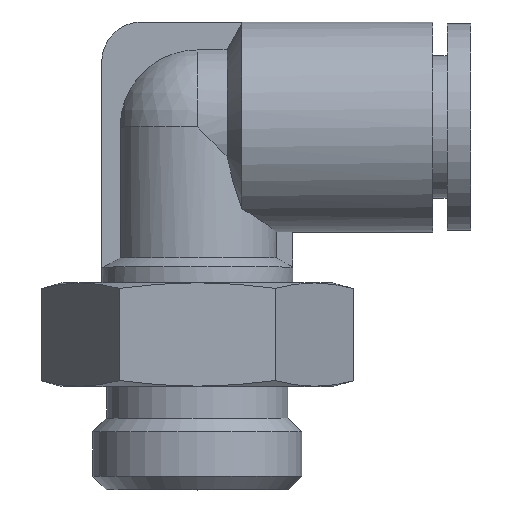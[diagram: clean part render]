
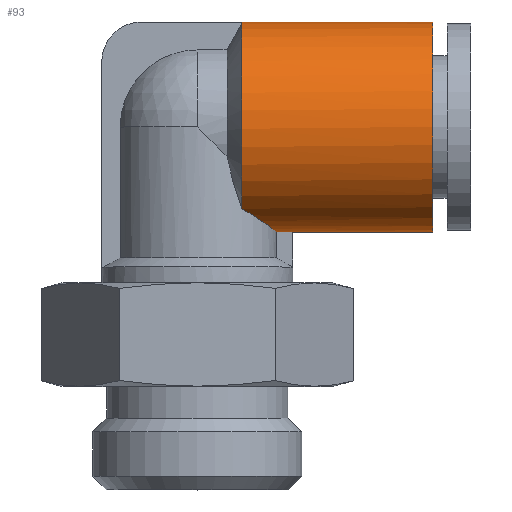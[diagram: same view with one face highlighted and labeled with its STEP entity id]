
A CAD part, top view. The second image highlights one B-rep face of the part: STEP entity #93.
In plain terms, the highlighted cylindrical face has radius 6.6 mm (diameter 13.2 mm), a full revolution.
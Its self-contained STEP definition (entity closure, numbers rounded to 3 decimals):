
#93 = ADVANCED_FACE( '', ( #236, #237 ), #238, .T. );
#236 = FACE_OUTER_BOUND( '', #435, .T. );
#237 = FACE_OUTER_BOUND( '', #436, .T. );
#238 = CYLINDRICAL_SURFACE( '', #437, 6.6 );
#435 = EDGE_LOOP( '', ( #645 ) );
#436 = EDGE_LOOP( '', ( #646, #647, #648, #649, #650, #651, #652, #653, #654 ) );
#437 = AXIS2_PLACEMENT_3D( '', #655, #656, #657 );
#645 = ORIENTED_EDGE( '', *, *, #1102, .F. );
#646 = ORIENTED_EDGE( '', *, *, #1103, .T. );
#647 = ORIENTED_EDGE( '', *, *, #1104, .T. );
#648 = ORIENTED_EDGE( '', *, *, #1105, .T. );
#649 = ORIENTED_EDGE( '', *, *, #1106, .T. );
#650 = ORIENTED_EDGE( '', *, *, #1107, .T. );
#651 = ORIENTED_EDGE( '', *, *, #1108, .T. );
#652 = ORIENTED_EDGE( '', *, *, #1109, .T. );
#653 = ORIENTED_EDGE( '', *, *, #1110, .F. );
#654 = ORIENTED_EDGE( '', *, *, #1111, .T. );
#655 = CARTESIAN_POINT( '', ( 17.2, 16.3, 0. ) );
#656 = DIRECTION( '', ( -1., 0., 0. ) );
#657 = DIRECTION( '', ( 0., 0., -1. ) );
#1102 = EDGE_CURVE( '', #1292, #1292, #1293, .T. );
#1103 = EDGE_CURVE( '', #1294, #1295, #1296, .F. );
#1104 = EDGE_CURVE( '', #1295, #1297, #1298, .T. );
#1105 = EDGE_CURVE( '', #1297, #1299, #1300, .T. );
#1106 = EDGE_CURVE( '', #1299, #1301, #1302, .T. );
#1107 = EDGE_CURVE( '', #1301, #1303, #1304, .T. );
#1108 = EDGE_CURVE( '', #1303, #1305, #1306, .T. );
#1109 = EDGE_CURVE( '', #1305, #1307, #1308, .T. );
#1110 = EDGE_CURVE( '', #1309, #1307, #1310, .F. );
#1111 = EDGE_CURVE( '', #1309, #1294, #1311, .F. );
#1292 = VERTEX_POINT( '', #1553 );
#1293 = CIRCLE( '', #1554, 6.6 );
#1294 = VERTEX_POINT( '', #1555 );
#1295 = VERTEX_POINT( '', #1556 );
#1296 = LINE( '', #1557, #1558 );
#1297 = VERTEX_POINT( '', #1559 );
#1298 = B_SPLINE_CURVE_WITH_KNOTS( '', 3, ( #1560, #1561, #1562, #1563, #1564, #1565, #1566, #1567, #1568, #1569, #1570, #1571, #1572, #1573 ), .UNSPECIFIED., .F., .F., ( 4, 2, 2, 2, 2, 2, 4 ), ( 0.025, 0.026, 0.026, 0.027, 0.027, 0.029, 0.03 ), .UNSPECIFIED. );
#1299 = VERTEX_POINT( '', #1574 );
#1300 = CIRCLE( '', #1575, 6.6 );
#1301 = VERTEX_POINT( '', #1576 );
#1302 = CIRCLE( '', #1577, 6.6 );
#1303 = VERTEX_POINT( '', #1578 );
#1304 = CIRCLE( '', #1579, 6.6 );
#1305 = VERTEX_POINT( '', #1580 );
#1306 = CIRCLE( '', #1581, 6.6 );
#1307 = VERTEX_POINT( '', #1582 );
#1308 = B_SPLINE_CURVE_WITH_KNOTS( '', 3, ( #1583, #1584, #1585, #1586, #1587, #1588, #1589, #1590, #1591, #1592, #1593, #1594 ), .UNSPECIFIED., .F., .F., ( 4, 2, 2, 2, 2, 4 ), ( 0.019, 0.021, 0.022, 0.022, 0.023, 0.024 ), .UNSPECIFIED. );
#1309 = VERTEX_POINT( '', #1595 );
#1310 = LINE( '', #1596, #1597 );
#1311 = CIRCLE( '', #1598, 6.6 );
#1553 = CARTESIAN_POINT( '', ( 14.8, 16.3, -6.6 ) );
#1554 = AXIS2_PLACEMENT_3D( '', #1970, #1971, #1972 );
#1555 = CARTESIAN_POINT( '', ( 6., 9.719, -0.5 ) );
#1556 = CARTESIAN_POINT( '', ( 4.975, 9.719, -0.5 ) );
#1557 = CARTESIAN_POINT( '', ( 17.2, 9.719, -0.5 ) );
#1558 = VECTOR( '', #1973, 1000. );
#1559 = CARTESIAN_POINT( '', ( 2.8, 11.162, -4.142 ) );
#1560 = CARTESIAN_POINT( '', ( 4.975, 9.719, -0.5 ) );
#1561 = CARTESIAN_POINT( '', ( 4.956, 9.733, -0.691 ) );
#1562 = CARTESIAN_POINT( '', ( 4.926, 9.756, -0.88 ) );
#1563 = CARTESIAN_POINT( '', ( 4.844, 9.817, -1.253 ) );
#1564 = CARTESIAN_POINT( '', ( 4.792, 9.856, -1.438 ) );
#1565 = CARTESIAN_POINT( '', ( 4.671, 9.946, -1.794 ) );
#1566 = CARTESIAN_POINT( '', ( 4.601, 9.997, -1.966 ) );
#1567 = CARTESIAN_POINT( '', ( 4.443, 10.111, -2.3 ) );
#1568 = CARTESIAN_POINT( '', ( 4.355, 10.174, -2.462 ) );
#1569 = CARTESIAN_POINT( '', ( 4.069, 10.375, -2.928 ) );
#1570 = CARTESIAN_POINT( '', ( 3.851, 10.525, -3.208 ) );
#1571 = CARTESIAN_POINT( '', ( 3.361, 10.839, -3.719 ) );
#1572 = CARTESIAN_POINT( '', ( 3.09, 11.004, -3.946 ) );
#1573 = CARTESIAN_POINT( '', ( 2.8, 11.162, -4.142 ) );
#1574 = CARTESIAN_POINT( '', ( 2.8, 22.781, -1.25 ) );
#1575 = AXIS2_PLACEMENT_3D( '', #1974, #1975, #1976 );
#1576 = CARTESIAN_POINT( '', ( 2.8, 22.9, 0. ) );
#1577 = AXIS2_PLACEMENT_3D( '', #1977, #1978, #1979 );
#1578 = CARTESIAN_POINT( '', ( 2.8, 22.781, 1.25 ) );
#1579 = AXIS2_PLACEMENT_3D( '', #1980, #1981, #1982 );
#1580 = CARTESIAN_POINT( '', ( 2.8, 11.162, 4.142 ) );
#1581 = AXIS2_PLACEMENT_3D( '', #1983, #1984, #1985 );
#1582 = CARTESIAN_POINT( '', ( 4.975, 9.719, 0.5 ) );
#1583 = CARTESIAN_POINT( '', ( 2.8, 11.162, 4.142 ) );
#1584 = CARTESIAN_POINT( '', ( 3.094, 11.002, 3.944 ) );
#1585 = CARTESIAN_POINT( '', ( 3.362, 10.838, 3.718 ) );
#1586 = CARTESIAN_POINT( '', ( 3.851, 10.525, 3.208 ) );
#1587 = CARTESIAN_POINT( '', ( 4.074, 10.372, 2.922 ) );
#1588 = CARTESIAN_POINT( '', ( 4.357, 10.173, 2.459 ) );
#1589 = CARTESIAN_POINT( '', ( 4.444, 10.111, 2.299 ) );
#1590 = CARTESIAN_POINT( '', ( 4.602, 9.997, 1.965 ) );
#1591 = CARTESIAN_POINT( '', ( 4.672, 9.945, 1.79 ) );
#1592 = CARTESIAN_POINT( '', ( 4.855, 9.809, 1.253 ) );
#1593 = CARTESIAN_POINT( '', ( 4.936, 9.748, 0.883 ) );
#1594 = CARTESIAN_POINT( '', ( 4.975, 9.719, 0.5 ) );
#1595 = CARTESIAN_POINT( '', ( 6., 9.719, 0.5 ) );
#1596 = CARTESIAN_POINT( '', ( 17.2, 9.719, 0.5 ) );
#1597 = VECTOR( '', #1986, 1000. );
#1598 = AXIS2_PLACEMENT_3D( '', #1987, #1988, #1989 );
#1970 = CARTESIAN_POINT( '', ( 14.8, 16.3, 0. ) );
#1971 = DIRECTION( '', ( 1., 0., 0. ) );
#1972 = DIRECTION( '', ( 0., 0., -1. ) );
#1973 = DIRECTION( '', ( 1., 0., 0. ) );
#1974 = CARTESIAN_POINT( '', ( 2.8, 16.3, 0. ) );
#1975 = DIRECTION( '', ( 1., 0., 0. ) );
#1976 = DIRECTION( '', ( 0., 0., -1. ) );
#1977 = CARTESIAN_POINT( '', ( 2.8, 16.3, 0. ) );
#1978 = DIRECTION( '', ( 1., 0., 0. ) );
#1979 = DIRECTION( '', ( 0., 0., -1. ) );
#1980 = CARTESIAN_POINT( '', ( 2.8, 16.3, 0. ) );
#1981 = DIRECTION( '', ( 1., 0., 0. ) );
#1982 = DIRECTION( '', ( 0., 0., -1. ) );
#1983 = CARTESIAN_POINT( '', ( 2.8, 16.3, 0. ) );
#1984 = DIRECTION( '', ( 1., 0., 0. ) );
#1985 = DIRECTION( '', ( 0., 0., -1. ) );
#1986 = DIRECTION( '', ( 1., 0., 0. ) );
#1987 = CARTESIAN_POINT( '', ( 6., 16.3, 0. ) );
#1988 = DIRECTION( '', ( -1., 0., 0. ) );
#1989 = DIRECTION( '', ( 0., 0., 1. ) );
